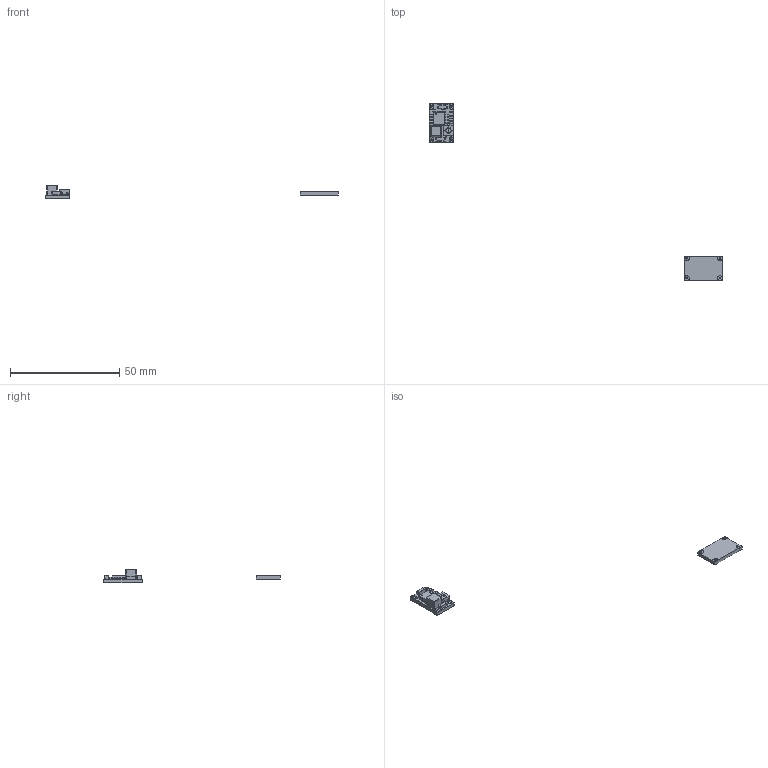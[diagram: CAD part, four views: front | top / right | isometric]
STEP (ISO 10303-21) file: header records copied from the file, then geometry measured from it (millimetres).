
FILE_DESCRIPTION(('FreeCAD Model'),'2;1');
FILE_NAME('Open CASCADE Shape Model','2024-09-02T23:34:34',(''),(''), 'Open CASCADE STEP processor 7.6','FreeCAD','Unknown');
FILE_SCHEMA(('AUTOMOTIVE_DESIGN { 1 0 10303 214 1 1 1 1 }'));
Length unit declared in the file: inch
Products named in the file (26): mini360_test; C_0603_1608Metric; R_0603_1608Metric; SO_8_53x62mm_P127mm; R_0603_1608Metric001; R_0603_1608Metric002; C_0603_1608Metric001; C_0603_1608Metric002; C_1806_4516Metric001; Potentiometer_Bourns_3314G_Vertical; mini360_pad_1; mini360_pad_2; mini360_pad_3; mini360_pad_4; mini360_pad_5; mini360_pad_6; mini360_pad_7; mini360_pad_8; mini360_pad_9; mini360_pad_10; mini360_pad_11; mini360_pad_12; mini360_PCB; mini360 002; C_1806_4516Metric; L_Changjiang_FNR5045S
Assembly tree (38 placements, depth 3):
  mini360_test
    C_0603_1608Metric
    R_0603_1608Metric
    SO_8_53x62mm_P127mm
    R_0603_1608Metric001
    R_0603_1608Metric002
    C_0603_1608Metric001
    C_0603_1608Metric002
    C_1806_4516Metric001
    Potentiometer_Bourns_3314G_Vertical
    mini360_pad_1
    mini360_pad_2
    mini360_pad_3
    mini360_pad_4
    mini360_pad_5
    mini360_pad_6
    mini360_pad_7
    mini360_pad_8
    mini360_pad_9
    mini360_pad_10
    mini360_pad_11
    mini360_pad_12
    mini360_PCB
    mini360 002
      mini360_pad_1
      mini360_pad_2
      mini360_pad_3
      mini360_pad_4
      mini360_pad_5
      mini360_pad_6
      mini360_pad_7
      mini360_pad_8
      mini360_pad_9
      mini360_pad_10
      mini360_pad_11
      mini360_pad_12
      mini360_PCB
    C_1806_4516Metric
    L_Changjiang_FNR5045S
Bounding box: 134.44 x 80.94 x 6.13 mm (x, y, z)
Volume: 851.7 mm3; surface area: 1612.9 mm2
Topology: 37 solids, 37 shells, 1254 faces, 3342 edges, 2176 vertices
Faces by surface type: plane 999, cylinder 211, bspline 32, sphere 8, torus 4
Full cylindrical faces by diameter (mm): 0.4 x1, 0.712 x24, 0.762 x16
Entity records: 32641 total; most frequent: CARTESIAN_POINT 5033, ORIENTED_EDGE 4796, DIRECTION 4590, EDGE_CURVE 2398, LINE 1988, VECTOR 1988, VERTEX_POINT 1552, AXIS2_PLACEMENT_3D 1301
